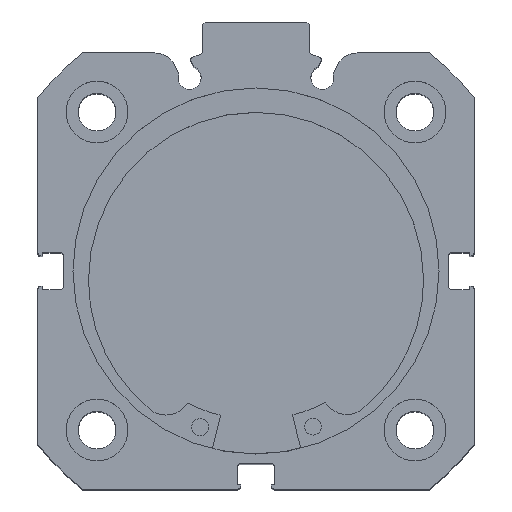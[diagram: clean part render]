
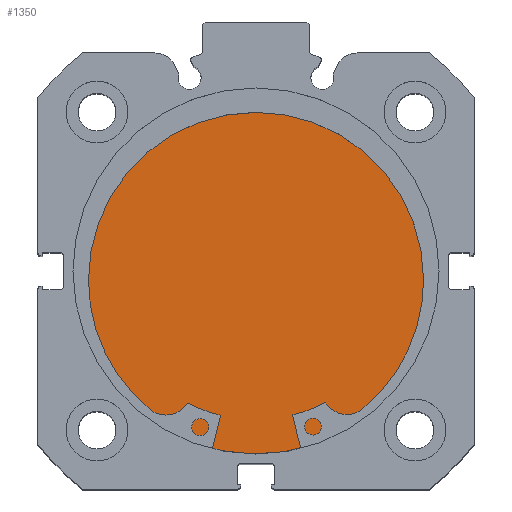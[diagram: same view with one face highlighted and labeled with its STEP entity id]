
A CAD part, top view. The second image highlights one B-rep face of the part: STEP entity #1350.
In plain terms, the highlighted face is planar.
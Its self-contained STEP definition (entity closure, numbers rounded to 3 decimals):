
#145 = AXIS2_PLACEMENT_3D ( 'NONE', #5270, #5406, #5407 ) ;
#252 = AXIS2_PLACEMENT_3D ( 'NONE', #2519, #2522, #2523 ) ;
#256 = AXIS2_PLACEMENT_3D ( 'NONE', #2536, #2537, #2538 ) ;
#1350 = ADVANCED_FACE ( 'NONE', ( #1816 ), #5395, .F. ) ;
#1816 = FACE_OUTER_BOUND ( 'NONE', #6299, .T. ) ;
#2037 = CIRCLE ( 'NONE', #252, 32.5 ) ;
#2045 = CIRCLE ( 'NONE', #256, 32.5 ) ;
#2519 = CARTESIAN_POINT ( 'NONE',  ( 9.5, 0., 0. ) ) ;
#2522 = DIRECTION ( 'NONE',  ( -1., 0., 0. ) ) ;
#2523 = DIRECTION ( 'NONE',  ( 0., 0., 1. ) ) ;
#2536 = CARTESIAN_POINT ( 'NONE',  ( 9.5, 0., 0. ) ) ;
#2537 = DIRECTION ( 'NONE',  ( -1., 0., 0. ) ) ;
#2538 = DIRECTION ( 'NONE',  ( 0., 0., 1. ) ) ;
#3341 = CARTESIAN_POINT ( 'NONE',  ( 9.5, 0., 32.5 ) ) ;
#3355 = CARTESIAN_POINT ( 'NONE',  ( 9.5, 0., -32.5 ) ) ;
#4244 = EDGE_CURVE ( 'NONE', #4597, #4611, #2037, .T. ) ;
#4250 = EDGE_CURVE ( 'NONE', #4611, #4597, #2045, .T. ) ;
#4597 = VERTEX_POINT ( 'NONE', #3341 ) ;
#4611 = VERTEX_POINT ( 'NONE', #3355 ) ;
#5270 = CARTESIAN_POINT ( 'NONE',  ( 9.5, 32.5, 0. ) ) ;
#5395 = PLANE ( 'NONE',  #145 ) ;
#5406 = DIRECTION ( 'NONE',  ( -1., 0., 0. ) ) ;
#5407 = DIRECTION ( 'NONE',  ( 0., 0., 1. ) ) ;
#5714 = ORIENTED_EDGE ( 'NONE', *, *, #4250, .F. ) ;
#5717 = ORIENTED_EDGE ( 'NONE', *, *, #4244, .F. ) ;
#6299 = EDGE_LOOP ( 'NONE', ( #5717, #5714 ) ) ;
